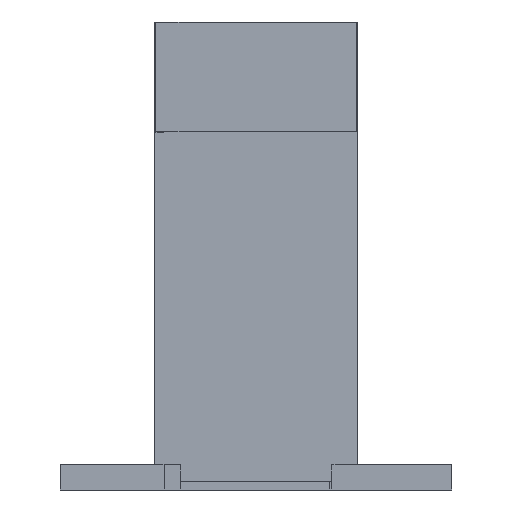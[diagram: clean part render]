
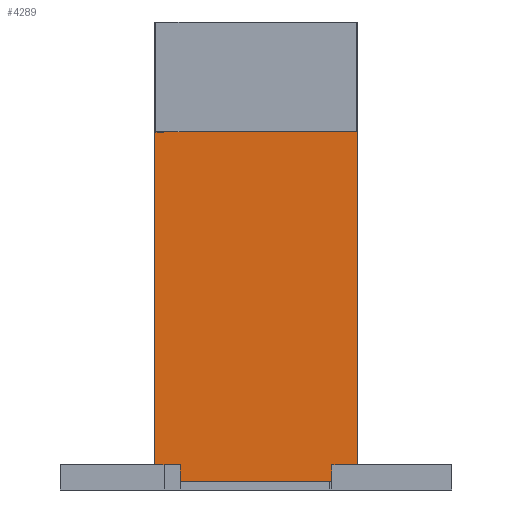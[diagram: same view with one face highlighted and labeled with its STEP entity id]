
A CAD part, left-side view. The second image highlights one B-rep face of the part: STEP entity #4289.
In plain terms, the highlighted planar face has unit normal (-1, 0, 0).
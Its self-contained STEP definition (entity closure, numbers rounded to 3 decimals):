
#14 = DIRECTION ( 'NONE',  ( 0., -1., 0. ) ) ;
#33 = CARTESIAN_POINT ( 'NONE',  ( 0., 2.3, 4.25 ) ) ;
#155 = EDGE_CURVE ( 'NONE', #2858, #8452, #8280, .T. ) ;
#174 = VECTOR ( 'NONE', #6838, 1000. ) ;
#197 = EDGE_CURVE ( 'NONE', #2859, #6625, #5325, .T. ) ;
#219 = EDGE_CURVE ( 'NONE', #7562, #2725, #1904, .T. ) ;
#282 = VECTOR ( 'NONE', #14, 1000. ) ;
#427 = ORIENTED_EDGE ( 'NONE', *, *, #3310, .F. ) ;
#440 = EDGE_CURVE ( 'NONE', #8635, #2858, #4984, .T. ) ;
#670 = VERTEX_POINT ( 'NONE', #4622 ) ;
#674 = CARTESIAN_POINT ( 'NONE',  ( 0., 0., 5.55 ) ) ;
#701 = VECTOR ( 'NONE', #2450, 1000. ) ;
#758 = CARTESIAN_POINT ( 'NONE',  ( 0., 0.3, 0.3 ) ) ;
#821 = CARTESIAN_POINT ( 'NONE',  ( 0., 0.012, 4.25 ) ) ;
#846 = VECTOR ( 'NONE', #5795, 1000. ) ;
#936 = CARTESIAN_POINT ( 'NONE',  ( 0., 0.3, 0.1 ) ) ;
#982 = VERTEX_POINT ( 'NONE', #936 ) ;
#1391 = AXIS2_PLACEMENT_3D ( 'NONE', #3791, #8712, #1950 ) ;
#1572 = VECTOR ( 'NONE', #4616, 1000. ) ;
#1761 = ORIENTED_EDGE ( 'NONE', *, *, #7584, .T. ) ;
#1809 = ORIENTED_EDGE ( 'NONE', *, *, #155, .F. ) ;
#1887 = EDGE_LOOP ( 'NONE', ( #4148, #3467, #1761, #3729, #2842, #1809, #5418, #427, #4456, #3009, #8086, #7270 ) ) ;
#1904 = LINE ( 'NONE', #3438, #3064 ) ;
#1912 = CARTESIAN_POINT ( 'NONE',  ( 0., 2.4, 5.55 ) ) ;
#1950 = DIRECTION ( 'NONE',  ( 0., 0., -1. ) ) ;
#2010 = DIRECTION ( 'NONE',  ( 0., 0., 1. ) ) ;
#2098 = VECTOR ( 'NONE', #5013, 1000. ) ;
#2450 = DIRECTION ( 'NONE',  ( 0., -1., 0. ) ) ;
#2609 = EDGE_CURVE ( 'NONE', #8485, #4276, #3210, .T. ) ;
#2669 = LINE ( 'NONE', #7795, #846 ) ;
#2725 = VERTEX_POINT ( 'NONE', #33 ) ;
#2735 = FACE_OUTER_BOUND ( 'NONE', #1887, .T. ) ;
#2842 = ORIENTED_EDGE ( 'NONE', *, *, #5012, .F. ) ;
#2858 = VERTEX_POINT ( 'NONE', #5584 ) ;
#2859 = VERTEX_POINT ( 'NONE', #758 ) ;
#3009 = ORIENTED_EDGE ( 'NONE', *, *, #3366, .T. ) ;
#3064 = VECTOR ( 'NONE', #2010, 1000. ) ;
#3066 = EDGE_CURVE ( 'NONE', #982, #670, #2669, .T. ) ;
#3085 = VECTOR ( 'NONE', #6507, 1000. ) ;
#3210 = LINE ( 'NONE', #1912, #7065 ) ;
#3237 = LINE ( 'NONE', #5826, #6676 ) ;
#3290 = CARTESIAN_POINT ( 'NONE',  ( 0., 2.387, 4.25 ) ) ;
#3310 = EDGE_CURVE ( 'NONE', #2725, #8635, #7877, .T. ) ;
#3366 = EDGE_CURVE ( 'NONE', #7562, #8485, #8820, .T. ) ;
#3438 = CARTESIAN_POINT ( 'NONE',  ( 0., 2.3, 4.25 ) ) ;
#3467 = ORIENTED_EDGE ( 'NONE', *, *, #3066, .F. ) ;
#3600 = LINE ( 'NONE', #6833, #8489 ) ;
#3657 = CARTESIAN_POINT ( 'NONE',  ( 0., 0.012, 4.25 ) ) ;
#3725 = VECTOR ( 'NONE', #5463, 1000. ) ;
#3729 = ORIENTED_EDGE ( 'NONE', *, *, #197, .T. ) ;
#3791 = CARTESIAN_POINT ( 'NONE',  ( 0., 0., 5.55 ) ) ;
#4148 = ORIENTED_EDGE ( 'NONE', *, *, #8837, .T. ) ;
#4276 = VERTEX_POINT ( 'NONE', #8593 ) ;
#4289 = ADVANCED_FACE ( 'NONE', ( #2735 ), #7202, .F. ) ;
#4437 = VERTEX_POINT ( 'NONE', #6873 ) ;
#4456 = ORIENTED_EDGE ( 'NONE', *, *, #219, .F. ) ;
#4482 = DIRECTION ( 'NONE',  ( 0., 0., -1. ) ) ;
#4616 = DIRECTION ( 'NONE',  ( 0., -1., 0. ) ) ;
#4622 = CARTESIAN_POINT ( 'NONE',  ( 0., 2.1, 0.1 ) ) ;
#4778 = CARTESIAN_POINT ( 'NONE',  ( 0., 0., 5.55 ) ) ;
#4984 = LINE ( 'NONE', #3657, #2098 ) ;
#5012 = EDGE_CURVE ( 'NONE', #8452, #6625, #3600, .T. ) ;
#5013 = DIRECTION ( 'NONE',  ( 0., 0., 1. ) ) ;
#5227 = CARTESIAN_POINT ( 'NONE',  ( 0., 0., 0.3 ) ) ;
#5325 = LINE ( 'NONE', #6900, #282 ) ;
#5418 = ORIENTED_EDGE ( 'NONE', *, *, #440, .F. ) ;
#5445 = CARTESIAN_POINT ( 'NONE',  ( 0., 2.4, 4.241 ) ) ;
#5463 = DIRECTION ( 'NONE',  ( 0., 1., 0. ) ) ;
#5584 = CARTESIAN_POINT ( 'NONE',  ( 0., 0.012, 5.55 ) ) ;
#5795 = DIRECTION ( 'NONE',  ( 0., 1., 0. ) ) ;
#5826 = CARTESIAN_POINT ( 'NONE',  ( 0., 2.1, 0. ) ) ;
#6097 = LINE ( 'NONE', #8541, #3085 ) ;
#6507 = DIRECTION ( 'NONE',  ( 0., 0., 1. ) ) ;
#6625 = VERTEX_POINT ( 'NONE', #5227 ) ;
#6676 = VECTOR ( 'NONE', #4482, 1000. ) ;
#6833 = CARTESIAN_POINT ( 'NONE',  ( 0., 0., 5.55 ) ) ;
#6838 = DIRECTION ( 'NONE',  ( 0., -1., 0. ) ) ;
#6873 = CARTESIAN_POINT ( 'NONE',  ( 0., 2.1, 0.3 ) ) ;
#6895 = DIRECTION ( 'NONE',  ( 0., 0., -1. ) ) ;
#6900 = CARTESIAN_POINT ( 'NONE',  ( 0., 0., 0.3 ) ) ;
#7065 = VECTOR ( 'NONE', #8697, 1000. ) ;
#7120 = LINE ( 'NONE', #7195, #701 ) ;
#7195 = CARTESIAN_POINT ( 'NONE',  ( 0., 2.4, 0.3 ) ) ;
#7202 = PLANE ( 'NONE',  #1391 ) ;
#7270 = ORIENTED_EDGE ( 'NONE', *, *, #8147, .T. ) ;
#7562 = VERTEX_POINT ( 'NONE', #7648 ) ;
#7584 = EDGE_CURVE ( 'NONE', #982, #2859, #6097, .T. ) ;
#7648 = CARTESIAN_POINT ( 'NONE',  ( 0., 2.3, 4.241 ) ) ;
#7795 = CARTESIAN_POINT ( 'NONE',  ( 0., 0.3, 0.1 ) ) ;
#7877 = LINE ( 'NONE', #3290, #1572 ) ;
#8086 = ORIENTED_EDGE ( 'NONE', *, *, #2609, .T. ) ;
#8137 = CARTESIAN_POINT ( 'NONE',  ( 0., 2.3, 4.241 ) ) ;
#8147 = EDGE_CURVE ( 'NONE', #4276, #4437, #7120, .T. ) ;
#8280 = LINE ( 'NONE', #674, #174 ) ;
#8452 = VERTEX_POINT ( 'NONE', #4778 ) ;
#8485 = VERTEX_POINT ( 'NONE', #5445 ) ;
#8489 = VECTOR ( 'NONE', #6895, 1000. ) ;
#8541 = CARTESIAN_POINT ( 'NONE',  ( 0., 0.3, 0. ) ) ;
#8593 = CARTESIAN_POINT ( 'NONE',  ( 0., 2.4, 0.3 ) ) ;
#8635 = VERTEX_POINT ( 'NONE', #821 ) ;
#8697 = DIRECTION ( 'NONE',  ( 0., 0., -1. ) ) ;
#8712 = DIRECTION ( 'NONE',  ( 1., 0., 0. ) ) ;
#8820 = LINE ( 'NONE', #8137, #3725 ) ;
#8837 = EDGE_CURVE ( 'NONE', #4437, #670, #3237, .T. ) ;
